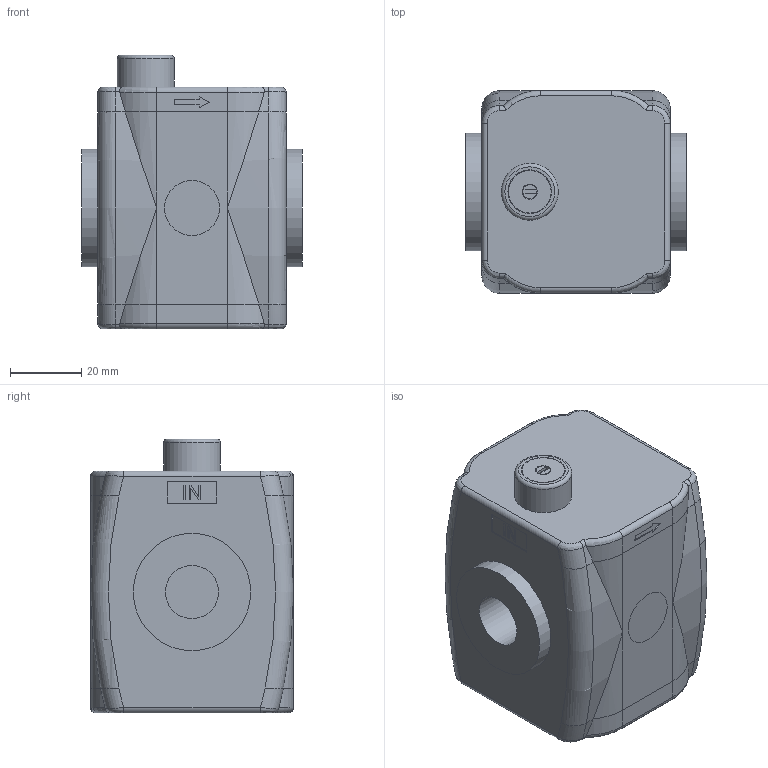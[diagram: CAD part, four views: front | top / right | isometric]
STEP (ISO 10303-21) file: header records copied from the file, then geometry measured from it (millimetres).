
FILE_DESCRIPTION((''),'2;1');
FILE_NAME('#172BAP.ipt.step','2010-08-23T14:10:26',(''),(''),'Autodesk Inventor 2010','Autodesk Inventor 2010','');
FILE_SCHEMA(('AUTOMOTIVE_DESIGN { 1 0 10303 214 1 1 1 1 }'));
Length unit declared in the file: millimetre
Products named in the file (1): #172BAP
Bounding box: 62 x 57 x 77 mm (x, y, z)
Volume: 204510.7 mm3; surface area: 22315.8 mm2
Topology: 1 solids, 1 shells, 183 faces, 423 edges, 265 vertices
Faces by surface type: plane 67, cylinder 52, bspline 43, torus 21
Full cylindrical faces by diameter (mm): 4 x1, 4.3 x1, 12 x1, 12.3 x1, 16 x1, 19 x1, 23 x1, 33 x1
Entity records: 5805 total; most frequent: CARTESIAN_POINT 1830, ORIENTED_EDGE 820, DIRECTION 712, EDGE_CURVE 410, VERTEX_POINT 264, AXIS2_PLACEMENT_3D 241, VECTOR 230, LINE 230
